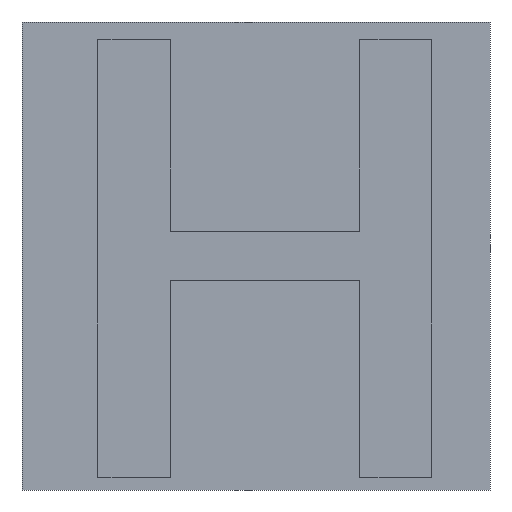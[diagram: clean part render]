
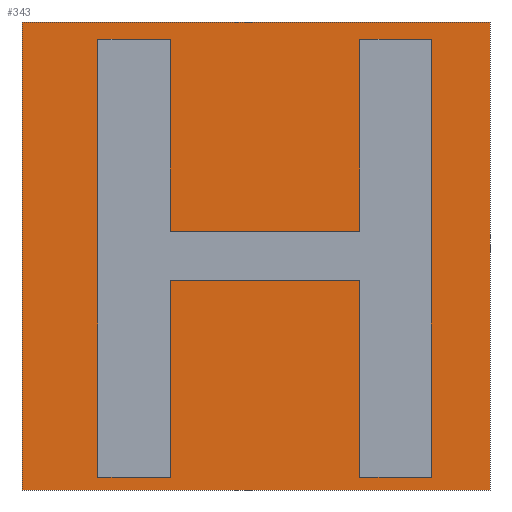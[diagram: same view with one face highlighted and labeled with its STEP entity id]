
A CAD part, front view. The second image highlights one B-rep face of the part: STEP entity #343.
In plain terms, the highlighted planar face has unit normal (0, -1, 0).
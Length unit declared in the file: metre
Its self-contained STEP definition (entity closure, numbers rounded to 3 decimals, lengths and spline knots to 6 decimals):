
#12=ORIENTED_EDGE('',*,*,#108,.F.);
#13=ORIENTED_EDGE('',*,*,#109,.T.);
#14=ORIENTED_EDGE('',*,*,#110,.T.);
#15=ORIENTED_EDGE('',*,*,#111,.F.);
#16=ORIENTED_EDGE('',*,*,#112,.T.);
#17=ORIENTED_EDGE('',*,*,#113,.T.);
#18=ORIENTED_EDGE('',*,*,#114,.T.);
#19=ORIENTED_EDGE('',*,*,#115,.T.);
#20=ORIENTED_EDGE('',*,*,#116,.T.);
#21=ORIENTED_EDGE('',*,*,#117,.T.);
#22=ORIENTED_EDGE('',*,*,#118,.T.);
#23=ORIENTED_EDGE('',*,*,#119,.T.);
#24=ORIENTED_EDGE('',*,*,#120,.T.);
#25=ORIENTED_EDGE('',*,*,#121,.T.);
#26=ORIENTED_EDGE('',*,*,#122,.T.);
#27=ORIENTED_EDGE('',*,*,#123,.T.);
#108=EDGE_CURVE('',#156,#157,#188,.T.);
#109=EDGE_CURVE('',#156,#158,#189,.T.);
#110=EDGE_CURVE('',#158,#159,#190,.T.);
#111=EDGE_CURVE('',#157,#159,#191,.T.);
#112=EDGE_CURVE('',#160,#161,#192,.T.);
#113=EDGE_CURVE('',#161,#162,#193,.T.);
#114=EDGE_CURVE('',#162,#163,#194,.T.);
#115=EDGE_CURVE('',#163,#164,#195,.T.);
#116=EDGE_CURVE('',#164,#165,#196,.T.);
#117=EDGE_CURVE('',#165,#166,#197,.T.);
#118=EDGE_CURVE('',#166,#167,#198,.T.);
#119=EDGE_CURVE('',#167,#168,#199,.T.);
#120=EDGE_CURVE('',#168,#169,#200,.T.);
#121=EDGE_CURVE('',#169,#170,#201,.T.);
#122=EDGE_CURVE('',#170,#171,#202,.T.);
#123=EDGE_CURVE('',#171,#160,#203,.T.);
#156=VERTEX_POINT('',#485);
#157=VERTEX_POINT('',#486);
#158=VERTEX_POINT('',#488);
#159=VERTEX_POINT('',#490);
#160=VERTEX_POINT('',#493);
#161=VERTEX_POINT('',#494);
#162=VERTEX_POINT('',#496);
#163=VERTEX_POINT('',#498);
#164=VERTEX_POINT('',#500);
#165=VERTEX_POINT('',#502);
#166=VERTEX_POINT('',#504);
#167=VERTEX_POINT('',#506);
#168=VERTEX_POINT('',#508);
#169=VERTEX_POINT('',#510);
#170=VERTEX_POINT('',#512);
#171=VERTEX_POINT('',#514);
#188=LINE('',#484,#236);
#189=LINE('',#487,#237);
#190=LINE('',#489,#238);
#191=LINE('',#491,#239);
#192=LINE('',#492,#240);
#193=LINE('',#495,#241);
#194=LINE('',#497,#242);
#195=LINE('',#499,#243);
#196=LINE('',#501,#244);
#197=LINE('',#503,#245);
#198=LINE('',#505,#246);
#199=LINE('',#507,#247);
#200=LINE('',#509,#248);
#201=LINE('',#511,#249);
#202=LINE('',#513,#250);
#203=LINE('',#515,#251);
#236=VECTOR('',#398,1.);
#237=VECTOR('',#399,1.);
#238=VECTOR('',#400,1.);
#239=VECTOR('',#401,1.);
#240=VECTOR('',#402,1.);
#241=VECTOR('',#403,1.);
#242=VECTOR('',#404,1.);
#243=VECTOR('',#405,1.);
#244=VECTOR('',#406,1.);
#245=VECTOR('',#407,1.);
#246=VECTOR('',#408,1.);
#247=VECTOR('',#409,1.);
#248=VECTOR('',#410,1.);
#249=VECTOR('',#411,1.);
#250=VECTOR('',#412,1.);
#251=VECTOR('',#413,1.);
#284=EDGE_LOOP('',(#12,#13,#14,#15));
#285=EDGE_LOOP('',(#16,#17,#18,#19,#20,#21,#22,#23,#24,#25,#26,#27));
#304=FACE_BOUND('',#284,.T.);
#305=FACE_BOUND('',#285,.T.);
#324=PLANE('',#375);
#343=ADVANCED_FACE('',(#304,#305),#324,.T.);
#375=AXIS2_PLACEMENT_3D('',#483,#396,#397);
#396=DIRECTION('',(0.,-1.,0.));
#397=DIRECTION('',(1.,0.,0.));
#398=DIRECTION('',(1.,0.,0.));
#399=DIRECTION('',(0.,0.,-1.));
#400=DIRECTION('',(1.,0.,0.));
#401=DIRECTION('',(0.,0.,-1.));
#402=DIRECTION('',(1.,0.,0.));
#403=DIRECTION('',(0.,0.,-1.));
#404=DIRECTION('',(-1.,0.,0.));
#405=DIRECTION('',(0.,0.,1.));
#406=DIRECTION('',(-1.,0.,0.));
#407=DIRECTION('',(0.,0.,-1.));
#408=DIRECTION('',(-1.,0.,0.));
#409=DIRECTION('',(0.,0.,1.));
#410=DIRECTION('',(1.,0.,0.));
#411=DIRECTION('',(0.,0.,-1.));
#412=DIRECTION('',(1.,0.,0.));
#413=DIRECTION('',(0.,0.,1.));
#483=CARTESIAN_POINT('',(0.,-0.004,0.));
#484=CARTESIAN_POINT('',(0.,-0.004,0.0095));
#485=CARTESIAN_POINT('',(-0.0095,-0.004,0.0095));
#486=CARTESIAN_POINT('',(0.0095,-0.004,0.0095));
#487=CARTESIAN_POINT('',(-0.0095,-0.004,0.));
#488=CARTESIAN_POINT('',(-0.0095,-0.004,-0.0095));
#489=CARTESIAN_POINT('',(0.,-0.004,-0.0095));
#490=CARTESIAN_POINT('',(0.0095,-0.004,-0.0095));
#491=CARTESIAN_POINT('',(0.0095,-0.004,0.));
#492=CARTESIAN_POINT('',(0.005666,-0.004,0.008792));
#493=CARTESIAN_POINT('',(0.004219,-0.004,0.008792));
#494=CARTESIAN_POINT('',(0.007114,-0.004,0.008792));
#495=CARTESIAN_POINT('',(0.007114,-0.004,-0.000096));
#496=CARTESIAN_POINT('',(0.007114,-0.004,-0.008985));
#497=CARTESIAN_POINT('',(0.005666,-0.004,-0.008985));
#498=CARTESIAN_POINT('',(0.004219,-0.004,-0.008985));
#499=CARTESIAN_POINT('',(0.004219,-0.004,-0.00498));
#500=CARTESIAN_POINT('',(0.004219,-0.004,-0.000976));
#501=CARTESIAN_POINT('',(0.000371,-0.004,-0.000976));
#502=CARTESIAN_POINT('',(-0.003477,-0.004,-0.000976));
#503=CARTESIAN_POINT('',(-0.003477,-0.004,-0.00498));
#504=CARTESIAN_POINT('',(-0.003477,-0.004,-0.008985));
#505=CARTESIAN_POINT('',(-0.004947,-0.004,-0.008985));
#506=CARTESIAN_POINT('',(-0.006418,-0.004,-0.008985));
#507=CARTESIAN_POINT('',(-0.006418,-0.004,-0.000096));
#508=CARTESIAN_POINT('',(-0.006418,-0.004,0.008792));
#509=CARTESIAN_POINT('',(-0.004947,-0.004,0.008792));
#510=CARTESIAN_POINT('',(-0.003477,-0.004,0.008792));
#511=CARTESIAN_POINT('',(-0.003477,-0.004,0.004898));
#512=CARTESIAN_POINT('',(-0.003477,-0.004,0.001004));
#513=CARTESIAN_POINT('',(0.000371,-0.004,0.001004));
#514=CARTESIAN_POINT('',(0.004219,-0.004,0.001004));
#515=CARTESIAN_POINT('',(0.004219,-0.004,0.004898));
